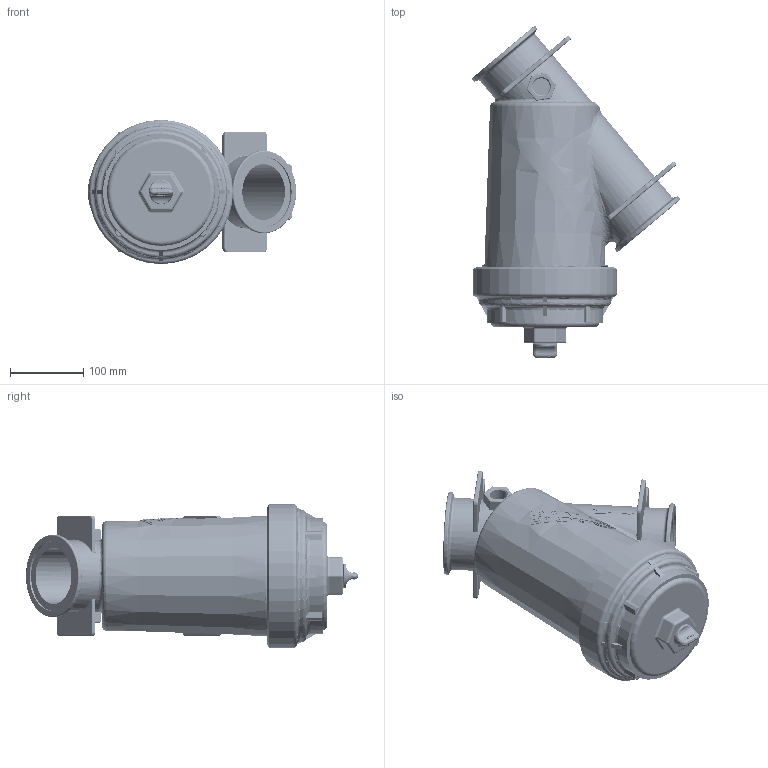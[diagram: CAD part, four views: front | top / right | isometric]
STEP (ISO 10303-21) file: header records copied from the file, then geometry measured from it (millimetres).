
FILE_DESCRIPTION(/* description */ ('3" MANIFOLD LINESTRAINER w/ #50 MESH SCREEN'),/* implementation_level */ '2;1');
FILE_NAME(/* name */ 'MLS300-50.stp',/* time_stamp */ '2023-08-09T11:54:03-04:00',/* author */ ('mclevenger'),/* organization */ (''),/* preprocessor_version */ 'ST-DEVELOPER v18.1',/* originating_system */ 'Autodesk Inventor 2022',/* authorisation */ '');
FILE_SCHEMA (('AUTOMOTIVE_DESIGN { 1 0 10303 214 3 1 1 }'));
Products named in the file (11): MLS300-50; MLS300B; LS300EC; LS300ECX; MLS300CAP; MLS300CAPX; MLS300ECG; MLS300G; LS350; 13777; 13778
Assembly tree (10 placements, depth 3):
  MLS300-50
    MLS300B
    LS300EC
      LS300ECX
    MLS300CAP
      MLS300CAPX
    MLS300ECG
    MLS300G
    LS350
    13777
    13778
Bounding box: 284.12 x 453.02 x 196.85 mm (x, y, z)
Volume: 3139798.8 mm3; surface area: 818722.2 mm2
Topology: 8 solids, 8 shells, 1778 faces, 5988 edges, 4221 vertices
Faces by surface type: cylinder 824, plane 480, bspline 256, torus 100, cone 84, sphere 34
Full cylindrical faces by diameter (mm): 6.35 x540, 17.78 x1, 23.114 x2, 33.274 x1, 76.2 x2, 95.25 x2, 98.552 x1, 101.6 x1, 103.188 x1, 107.493 x1, 109.525 x2, 109.652 x1, 109.728 x1, 112.776 x2, 118.872 x1, 119.438 x4, 120.127 x4, 125.73 x1, 125.865 x3, 127 x1, 137.516 x1, 146.05 x1, 154.94 x1, 157.988 x1, 158.242 x1, 165.1 x3, 166.624 x1, 167.64 x2, 172.72 x2, 175.26 x3
Entity records: 120078 total; most frequent: CARTESIAN_POINT 70781, ORIENTED_EDGE 11916, DIRECTION 7058, EDGE_CURVE 5958, VERTEX_POINT 4221, B_SPLINE_CURVE_WITH_KNOTS 3052, EDGE_LOOP 2903, AXIS2_PLACEMENT_3D 2610
